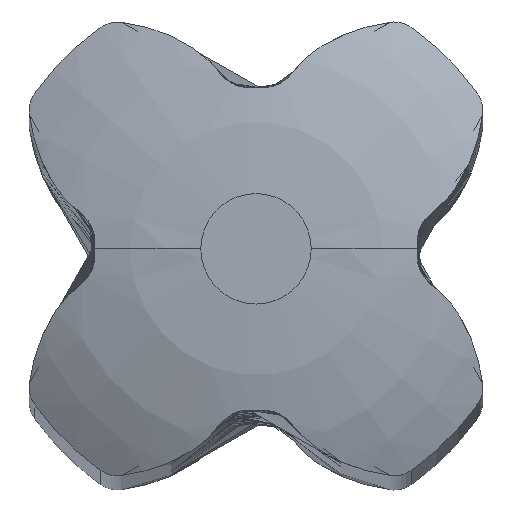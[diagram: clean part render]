
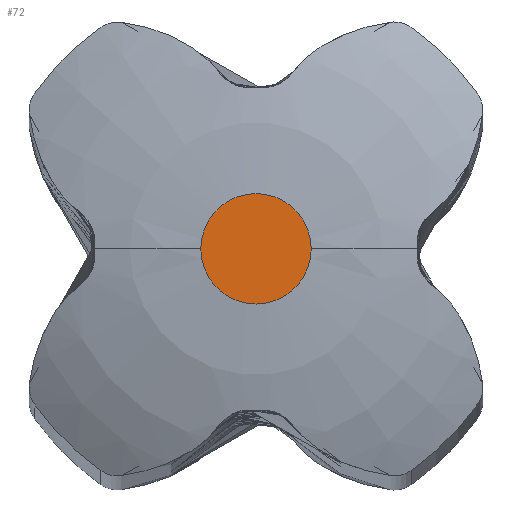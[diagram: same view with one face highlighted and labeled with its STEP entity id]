
A CAD part, top view. The second image highlights one B-rep face of the part: STEP entity #72.
In plain terms, the highlighted planar face has unit normal (0, 0, 1).
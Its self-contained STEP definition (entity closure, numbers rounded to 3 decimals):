
#44 = FACE_OUTER_BOUND ( 'NONE', #153, .T. ) ;
#72 = ADVANCED_FACE ( 'NONE', ( #44 ), #625, .F. ) ;
#106 = CARTESIAN_POINT ( 'NONE',  ( 0., 0., 37.25 ) ) ;
#124 = CARTESIAN_POINT ( 'NONE',  ( 0.5, 0., 37.25 ) ) ;
#138 = CARTESIAN_POINT ( 'NONE',  ( 0., 0., 37.25 ) ) ;
#153 = EDGE_LOOP ( 'NONE', ( #340, #575 ) ) ;
#158 = CIRCLE ( 'NONE', #1128, 0.5 ) ;
#315 = CIRCLE ( 'NONE', #887, 0.5 ) ;
#340 = ORIENTED_EDGE ( 'NONE', *, *, #565, .T. ) ;
#418 = DIRECTION ( 'NONE',  ( 1., 0., 0. ) ) ;
#438 = VERTEX_POINT ( 'NONE', #124 ) ;
#465 = DIRECTION ( 'NONE',  ( 1., 0., 0. ) ) ;
#511 = DIRECTION ( 'NONE',  ( 0., 0., 1. ) ) ;
#565 = EDGE_CURVE ( 'NONE', #438, #1150, #158, .T. ) ;
#566 = CARTESIAN_POINT ( 'NONE',  ( 0., 0., 37.25 ) ) ;
#575 = ORIENTED_EDGE ( 'NONE', *, *, #1271, .T. ) ;
#625 = PLANE ( 'NONE',  #929 ) ;
#887 = AXIS2_PLACEMENT_3D ( 'NONE', #106, #511, #418 ) ;
#923 = DIRECTION ( 'NONE',  ( 0., 0., -1. ) ) ;
#929 = AXIS2_PLACEMENT_3D ( 'NONE', #138, #923, #936 ) ;
#936 = DIRECTION ( 'NONE',  ( -1., 0., 0. ) ) ;
#958 = DIRECTION ( 'NONE',  ( 0., 0., 1. ) ) ;
#1053 = CARTESIAN_POINT ( 'NONE',  ( -0.5, 0., 37.25 ) ) ;
#1128 = AXIS2_PLACEMENT_3D ( 'NONE', #566, #958, #465 ) ;
#1150 = VERTEX_POINT ( 'NONE', #1053 ) ;
#1271 = EDGE_CURVE ( 'NONE', #1150, #438, #315, .T. ) ;
